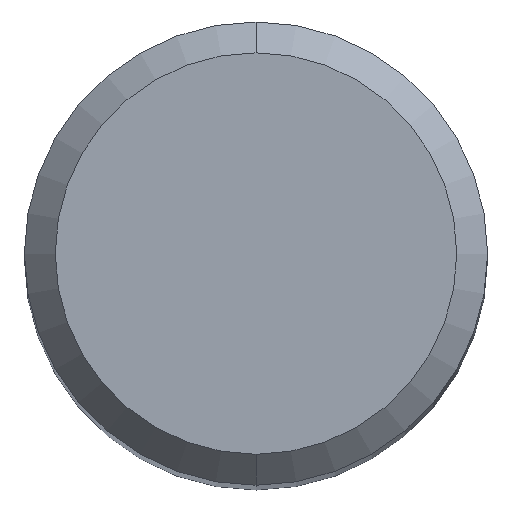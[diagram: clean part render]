
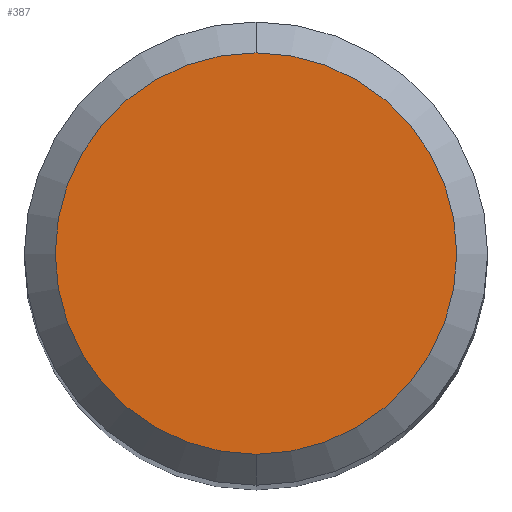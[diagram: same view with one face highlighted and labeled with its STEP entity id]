
A CAD part, top view. The second image highlights one B-rep face of the part: STEP entity #387.
In plain terms, the highlighted planar face has unit normal (0, 0, 1).
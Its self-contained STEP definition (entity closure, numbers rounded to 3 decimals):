
#357=VERTEX_POINT('',#695);
#359=EDGE_CURVE('',#397,#357,#697,.T.);
#387=ADVANCED_FACE('',(#729),#730,.T.);
#397=VERTEX_POINT('',#741);
#453=EDGE_CURVE('',#357,#397,#800,.T.);
#695=CARTESIAN_POINT('',(0.,-2.6,0.0));
#697=CIRCLE('',#1134,2.6);
#729=FACE_OUTER_BOUND('',#1216,.T.);
#730=PLANE('',#1217);
#741=CARTESIAN_POINT('',(0.0,2.6,0.0));
#800=CIRCLE('',#1426,2.6);
#1134=AXIS2_PLACEMENT_3D('',#1711,#1712,#1713);
#1216=EDGE_LOOP('',(#1771,#1772));
#1217=AXIS2_PLACEMENT_3D('',#1773,#1774,#1775);
#1426=AXIS2_PLACEMENT_3D('',#1829,#1830,#1831);
#1711=CARTESIAN_POINT('',(0.0,0.0,0.0));
#1712=DIRECTION('',(0.0,0.0,-1.0));
#1713=DIRECTION('',(0.0,1.0,0.0));
#1771=ORIENTED_EDGE('',*,*,#359,.F.);
#1772=ORIENTED_EDGE('',*,*,#453,.F.);
#1773=CARTESIAN_POINT('',(0.0,1.3,0.0));
#1774=DIRECTION('',(-0.0,0.0,1.0));
#1775=DIRECTION('',(0.0,-1.0,0.0));
#1829=CARTESIAN_POINT('',(0.0,0.0,0.0));
#1830=DIRECTION('',(0.0,0.0,-1.0));
#1831=DIRECTION('',(0.0,1.0,0.0));
